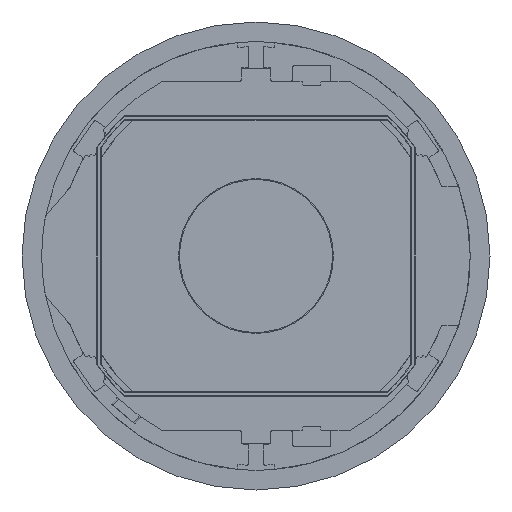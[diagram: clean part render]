
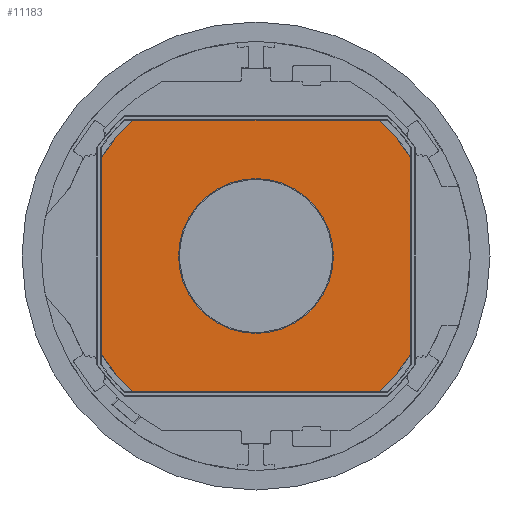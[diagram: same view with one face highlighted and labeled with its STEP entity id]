
A CAD part, front view. The second image highlights one B-rep face of the part: STEP entity #11183.
In plain terms, the highlighted planar face has unit normal (0, -1, 0).
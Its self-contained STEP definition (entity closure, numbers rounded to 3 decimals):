
#32 = CARTESIAN_POINT ( 'NONE',  ( 0., -11., 0. ) ) ;
#207 = ORIENTED_EDGE ( 'NONE', *, *, #370, .T. ) ;
#370 = EDGE_CURVE ( 'NONE', #6053, #13447, #5216, .T. ) ;
#433 = CIRCLE ( 'NONE', #4748, 115. ) ;
#706 = ORIENTED_EDGE ( 'NONE', *, *, #11593, .T. ) ;
#1606 = FACE_BOUND ( 'NONE', #5396, .T. ) ;
#1736 = VERTEX_POINT ( 'NONE', #12336 ) ;
#2078 = DIRECTION ( 'NONE',  ( 0., 0., -1. ) ) ;
#2610 = CIRCLE ( 'NONE', #8110, 43. ) ;
#2870 = CARTESIAN_POINT ( 'NONE',  ( 0., -11., 0. ) ) ;
#3041 = DIRECTION ( 'NONE',  ( 0., 0., -1. ) ) ;
#3943 = VERTEX_POINT ( 'NONE', #11216 ) ;
#4557 = AXIS2_PLACEMENT_3D ( 'NONE', #32, #14767, #5845 ) ;
#4713 = CARTESIAN_POINT ( 'NONE',  ( 0., -11., -115. ) ) ;
#4748 = AXIS2_PLACEMENT_3D ( 'NONE', #7244, #7096, #7179 ) ;
#5056 = ORIENTED_EDGE ( 'NONE', *, *, #13401, .T. ) ;
#5216 = CIRCLE ( 'NONE', #10959, 115. ) ;
#5231 = DIRECTION ( 'NONE',  ( 0., -1., 0. ) ) ;
#5396 = EDGE_LOOP ( 'NONE', ( #706, #5936 ) ) ;
#5539 = EDGE_LOOP ( 'NONE', ( #207, #5056 ) ) ;
#5845 = DIRECTION ( 'NONE',  ( 0., 0., 1. ) ) ;
#5936 = ORIENTED_EDGE ( 'NONE', *, *, #9182, .T. ) ;
#6053 = VERTEX_POINT ( 'NONE', #12245 ) ;
#6267 = PLANE ( 'NONE',  #13159 ) ;
#6348 = CARTESIAN_POINT ( 'NONE',  ( 0., -11., 0. ) ) ;
#7096 = DIRECTION ( 'NONE',  ( 0., -1., 0. ) ) ;
#7179 = DIRECTION ( 'NONE',  ( 0., 0., -1. ) ) ;
#7244 = CARTESIAN_POINT ( 'NONE',  ( 0., -11., 0. ) ) ;
#7258 = DIRECTION ( 'NONE',  ( 0., 0., 1. ) ) ;
#8110 = AXIS2_PLACEMENT_3D ( 'NONE', #2870, #13198, #7258 ) ;
#8728 = FACE_OUTER_BOUND ( 'NONE', #5539, .T. ) ;
#9182 = EDGE_CURVE ( 'NONE', #1736, #3943, #2610, .T. ) ;
#10959 = AXIS2_PLACEMENT_3D ( 'NONE', #6348, #5231, #2078 ) ;
#11183 = ADVANCED_FACE ( 'NONE', ( #1606, #8728 ), #6267, .T. ) ;
#11216 = CARTESIAN_POINT ( 'NONE',  ( 0., -11., 43. ) ) ;
#11593 = EDGE_CURVE ( 'NONE', #3943, #1736, #13170, .T. ) ;
#12245 = CARTESIAN_POINT ( 'NONE',  ( 0., -11., 115. ) ) ;
#12336 = CARTESIAN_POINT ( 'NONE',  ( 0., -11., -43. ) ) ;
#13159 = AXIS2_PLACEMENT_3D ( 'NONE', #13298, #14277, #3041 ) ;
#13170 = CIRCLE ( 'NONE', #4557, 43. ) ;
#13198 = DIRECTION ( 'NONE',  ( 0., 1., 0. ) ) ;
#13298 = CARTESIAN_POINT ( 'NONE',  ( 0., -11., 0. ) ) ;
#13401 = EDGE_CURVE ( 'NONE', #13447, #6053, #433, .T. ) ;
#13447 = VERTEX_POINT ( 'NONE', #4713 ) ;
#14277 = DIRECTION ( 'NONE',  ( 0., -1., 0. ) ) ;
#14767 = DIRECTION ( 'NONE',  ( 0., 1., 0. ) ) ;
